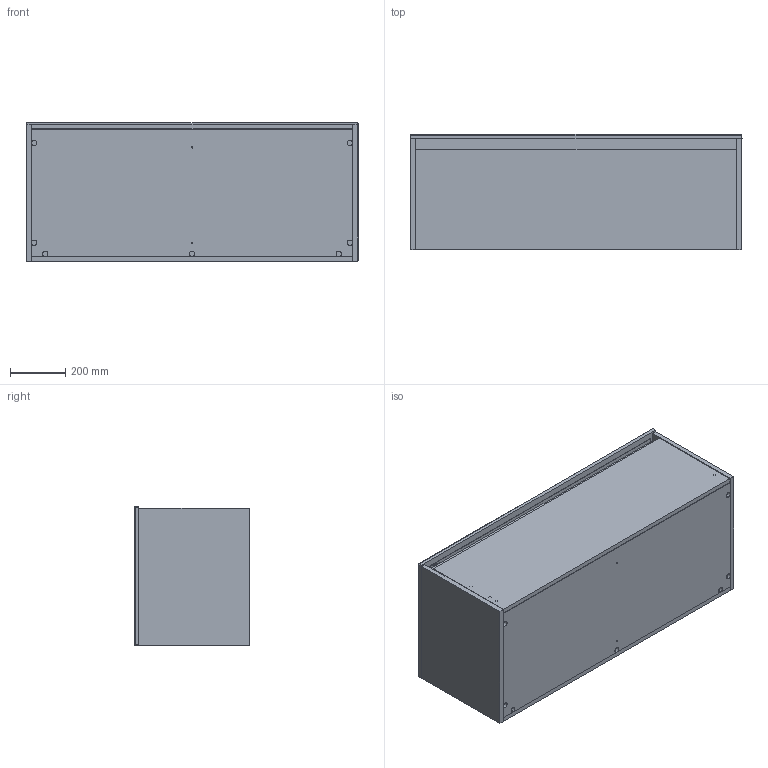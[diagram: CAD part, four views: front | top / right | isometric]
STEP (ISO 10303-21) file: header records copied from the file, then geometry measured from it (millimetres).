
FILE_DESCRIPTION (( 'STEP AP203' ), '1' );
FILE_NAME ('407_1200RW1DR_Kayla.STEP', '2022-04-06T23:49:56', ( '' ), ( '' ), 'SwSTEP 2.0', 'SolidWorks 2020', '' );
FILE_SCHEMA (( 'CONFIG_CONTROL_DESIGN' ));
Length unit declared in the file: millimetre
Products named in the file (10): PL001052; PL001003; Lauretta_1200R; Top Stretcher; 407_1200RW1DR_Kayla; F407_1200RW1DR; PL001065; PL001053; PL001002; PL001054
Assembly tree (9 placements, depth 3):
  407_1200RW1DR_Kayla
    Lauretta_1200R
    F407_1200RW1DR
      PL001003
      PL001002
      PL001054
      PL001053
      PL001052
      PL001065
      Top Stretcher
Bounding box: 1200 x 415 x 500 mm (x, y, z)
Volume: 41579597 mm3; surface area: 5667761.5 mm2
Topology: 8 solids, 8 shells, 275 faces, 625 edges, 380 vertices
Faces by surface type: cylinder 115, plane 87, bspline 60, sphere 8, torus 3, cone 2
Entity records: 22168 total; most frequent: CARTESIAN_POINT 15269, ORIENTED_EDGE 1230, DIRECTION 1180, EDGE_CURVE 615, AXIS2_PLACEMENT_3D 463, VERTEX_POINT 380, EDGE_LOOP 327, ADVANCED_FACE 275
